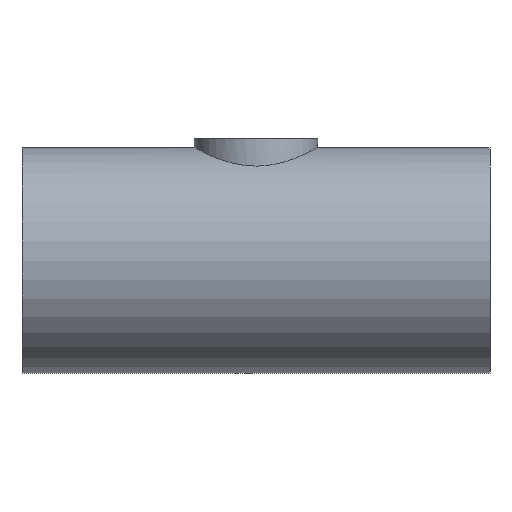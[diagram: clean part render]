
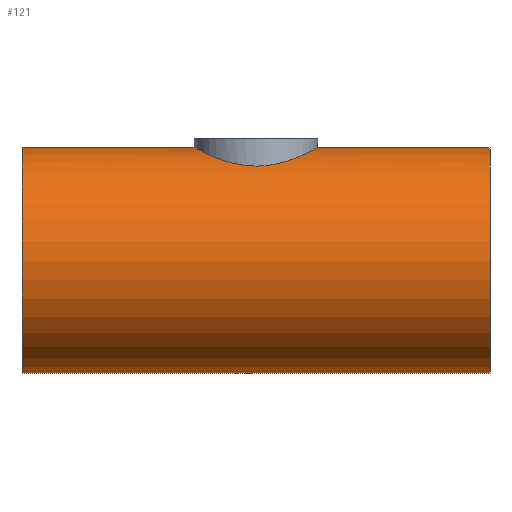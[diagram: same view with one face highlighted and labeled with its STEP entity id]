
A CAD part, front view. The second image highlights one B-rep face of the part: STEP entity #121.
In plain terms, the highlighted cylindrical face has radius 69.9 mm (diameter 139.8 mm), a full revolution.
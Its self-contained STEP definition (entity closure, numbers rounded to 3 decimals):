
#21=FACE_BOUND('',#39,.T.);
#28=FACE_OUTER_BOUND('',#38,.T.);
#38=EDGE_LOOP('',(#104,#105,#106,#107));
#39=EDGE_LOOP('',(#108,#109));
#46=CIRCLE('',#152,69.9);
#47=CIRCLE('',#154,69.9);
#51=LINE('',#350,#55);
#55=VECTOR('',#185,69.9);
#58=B_SPLINE_CURVE_WITH_KNOTS('',3,(#275,#276,#277,#278,#279,#280,#281,
#282,#283,#284,#285,#286,#287,#288,#289,#290,#291,#292),.UNSPECIFIED.,.F.,
 .F.,(4,2,2,2,2,2,2,2,4),(0.,0.738,1.476,2.214,
2.952,3.687,4.422,5.158,5.893),
 .UNSPECIFIED.);
#59=B_SPLINE_CURVE_WITH_KNOTS('',3,(#293,#294,#295,#296,#297,#298,#299,
#300,#301,#302,#303,#304,#305,#306,#307,#308,#309,#310,#311,#312,#313,#314,
#315,#316,#317,#318,#319,#320,#321,#322,#323,#324,#325,#326,#327,#328,#329,
#330,#331,#332,#333,#334,#335,#336,#337,#338,#339,#340,#341,#342),
 .UNSPECIFIED.,.F.,.F.,(4,2,2,2,2,2,2,2,2,2,2,2,2,2,2,2,2,2,2,2,2,2,2,2,
4),(5.893,6.628,7.363,8.098,
8.833,9.571,10.309,11.047,11.785,
12.523,13.261,13.999,14.738,15.473,
16.208,16.943,17.678,18.413,19.148,
19.883,20.618,21.356,22.094,22.832,
23.57),.UNSPECIFIED.);
#66=VERTEX_POINT('',#272);
#67=VERTEX_POINT('',#274);
#68=VERTEX_POINT('',#345);
#69=VERTEX_POINT('',#348);
#79=EDGE_CURVE('',#67,#66,#58,.T.);
#80=EDGE_CURVE('',#66,#67,#59,.T.);
#81=EDGE_CURVE('',#68,#68,#46,.T.);
#82=EDGE_CURVE('',#69,#69,#47,.T.);
#83=EDGE_CURVE('',#69,#68,#51,.T.);
#104=ORIENTED_EDGE('',*,*,#82,.F.);
#105=ORIENTED_EDGE('',*,*,#83,.T.);
#106=ORIENTED_EDGE('',*,*,#81,.F.);
#107=ORIENTED_EDGE('',*,*,#83,.F.);
#108=ORIENTED_EDGE('',*,*,#79,.T.);
#109=ORIENTED_EDGE('',*,*,#80,.T.);
#115=CYLINDRICAL_SURFACE('',#153,69.9);
#121=ADVANCED_FACE('',(#28,#21),#115,.T.);
#152=AXIS2_PLACEMENT_3D('',#346,#179,#180);
#153=AXIS2_PLACEMENT_3D('',#347,#181,#182);
#154=AXIS2_PLACEMENT_3D('',#349,#183,#184);
#179=DIRECTION('center_axis',(-1.,0.,0.));
#180=DIRECTION('ref_axis',(0.,1.,0.));
#181=DIRECTION('center_axis',(1.,0.,0.));
#182=DIRECTION('ref_axis',(0.,1.,0.));
#183=DIRECTION('center_axis',(1.,0.,0.));
#184=DIRECTION('ref_axis',(0.,1.,0.));
#185=DIRECTION('',(-1.,0.,0.));
#272=CARTESIAN_POINT('',(-38.15,0.,69.9));
#274=CARTESIAN_POINT('',(0.,-38.15,58.571));
#275=CARTESIAN_POINT('Ctrl Pts',(0.,-38.15,58.571));
#276=CARTESIAN_POINT('Ctrl Pts',(-2.46,-38.15,58.571));
#277=CARTESIAN_POINT('Ctrl Pts',(-4.981,-37.908,58.731));
#278=CARTESIAN_POINT('Ctrl Pts',(-9.955,-36.916,59.36));
#279=CARTESIAN_POINT('Ctrl Pts',(-12.408,-36.165,59.828));
#280=CARTESIAN_POINT('Ctrl Pts',(-17.084,-34.205,60.97));
#281=CARTESIAN_POINT('Ctrl Pts',(-19.313,-32.994,61.643));
#282=CARTESIAN_POINT('Ctrl Pts',(-23.424,-30.214,63.052));
#283=CARTESIAN_POINT('Ctrl Pts',(-25.308,-28.644,63.787));
#284=CARTESIAN_POINT('Ctrl Pts',(-28.638,-25.315,65.18));
#285=CARTESIAN_POINT('Ctrl Pts',(-30.206,-23.434,65.89));
#286=CARTESIAN_POINT('Ctrl Pts',(-32.989,-19.322,67.211));
#287=CARTESIAN_POINT('Ctrl Pts',(-34.203,-17.089,67.821));
#288=CARTESIAN_POINT('Ctrl Pts',(-36.167,-12.402,68.833));
#289=CARTESIAN_POINT('Ctrl Pts',(-36.919,-9.944,69.234));
#290=CARTESIAN_POINT('Ctrl Pts',(-37.91,-4.968,69.768));
#291=CARTESIAN_POINT('Ctrl Pts',(-38.15,-2.45,69.9));
#292=CARTESIAN_POINT('Ctrl Pts',(-38.15,0.,69.9));
#293=CARTESIAN_POINT('Ctrl Pts',(-38.15,0.,69.9));
#294=CARTESIAN_POINT('Ctrl Pts',(-38.15,2.45,69.9));
#295=CARTESIAN_POINT('Ctrl Pts',(-37.91,4.968,69.768));
#296=CARTESIAN_POINT('Ctrl Pts',(-36.919,9.944,69.234));
#297=CARTESIAN_POINT('Ctrl Pts',(-36.167,12.402,68.833));
#298=CARTESIAN_POINT('Ctrl Pts',(-34.203,17.089,67.821));
#299=CARTESIAN_POINT('Ctrl Pts',(-32.989,19.322,67.211));
#300=CARTESIAN_POINT('Ctrl Pts',(-30.206,23.434,65.89));
#301=CARTESIAN_POINT('Ctrl Pts',(-28.638,25.315,65.18));
#302=CARTESIAN_POINT('Ctrl Pts',(-25.308,28.644,63.787));
#303=CARTESIAN_POINT('Ctrl Pts',(-23.424,30.214,63.052));
#304=CARTESIAN_POINT('Ctrl Pts',(-19.313,32.994,61.643));
#305=CARTESIAN_POINT('Ctrl Pts',(-17.084,34.205,60.97));
#306=CARTESIAN_POINT('Ctrl Pts',(-12.408,36.165,59.828));
#307=CARTESIAN_POINT('Ctrl Pts',(-9.955,36.916,59.36));
#308=CARTESIAN_POINT('Ctrl Pts',(-4.981,37.908,58.731));
#309=CARTESIAN_POINT('Ctrl Pts',(-2.46,38.15,58.571));
#310=CARTESIAN_POINT('Ctrl Pts',(2.46,38.15,58.571));
#311=CARTESIAN_POINT('Ctrl Pts',(4.981,37.908,58.731));
#312=CARTESIAN_POINT('Ctrl Pts',(9.955,36.916,59.36));
#313=CARTESIAN_POINT('Ctrl Pts',(12.408,36.165,59.828));
#314=CARTESIAN_POINT('Ctrl Pts',(17.084,34.205,60.97));
#315=CARTESIAN_POINT('Ctrl Pts',(19.313,32.994,61.643));
#316=CARTESIAN_POINT('Ctrl Pts',(23.424,30.214,63.052));
#317=CARTESIAN_POINT('Ctrl Pts',(25.308,28.644,63.787));
#318=CARTESIAN_POINT('Ctrl Pts',(28.638,25.315,65.18));
#319=CARTESIAN_POINT('Ctrl Pts',(30.206,23.434,65.89));
#320=CARTESIAN_POINT('Ctrl Pts',(32.989,19.322,67.211));
#321=CARTESIAN_POINT('Ctrl Pts',(34.203,17.089,67.821));
#322=CARTESIAN_POINT('Ctrl Pts',(36.167,12.402,68.833));
#323=CARTESIAN_POINT('Ctrl Pts',(36.919,9.944,69.234));
#324=CARTESIAN_POINT('Ctrl Pts',(37.91,4.968,69.768));
#325=CARTESIAN_POINT('Ctrl Pts',(38.15,2.45,69.9));
#326=CARTESIAN_POINT('Ctrl Pts',(38.15,-2.45,69.9));
#327=CARTESIAN_POINT('Ctrl Pts',(37.91,-4.968,69.768));
#328=CARTESIAN_POINT('Ctrl Pts',(36.919,-9.944,69.234));
#329=CARTESIAN_POINT('Ctrl Pts',(36.167,-12.402,68.833));
#330=CARTESIAN_POINT('Ctrl Pts',(34.203,-17.089,67.821));
#331=CARTESIAN_POINT('Ctrl Pts',(32.989,-19.322,67.211));
#332=CARTESIAN_POINT('Ctrl Pts',(30.206,-23.434,65.89));
#333=CARTESIAN_POINT('Ctrl Pts',(28.638,-25.315,65.18));
#334=CARTESIAN_POINT('Ctrl Pts',(25.308,-28.644,63.787));
#335=CARTESIAN_POINT('Ctrl Pts',(23.424,-30.214,63.052));
#336=CARTESIAN_POINT('Ctrl Pts',(19.313,-32.994,61.643));
#337=CARTESIAN_POINT('Ctrl Pts',(17.084,-34.205,60.97));
#338=CARTESIAN_POINT('Ctrl Pts',(12.408,-36.165,59.828));
#339=CARTESIAN_POINT('Ctrl Pts',(9.955,-36.916,59.36));
#340=CARTESIAN_POINT('Ctrl Pts',(4.981,-37.908,58.731));
#341=CARTESIAN_POINT('Ctrl Pts',(2.46,-38.15,58.571));
#342=CARTESIAN_POINT('Ctrl Pts',(0.,-38.15,58.571));
#345=CARTESIAN_POINT('',(-145.,-69.9,0.));
#346=CARTESIAN_POINT('Origin',(-145.,0.,0.));
#347=CARTESIAN_POINT('Origin',(0.,0.,0.));
#348=CARTESIAN_POINT('',(145.,-69.9,0.));
#349=CARTESIAN_POINT('Origin',(145.,0.,0.));
#350=CARTESIAN_POINT('',(0.,-69.9,0.));
